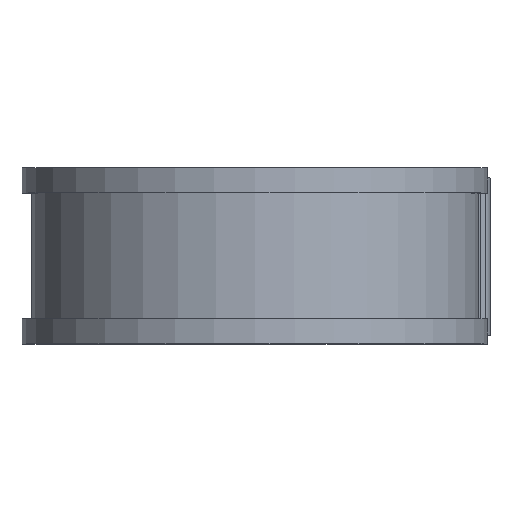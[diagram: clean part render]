
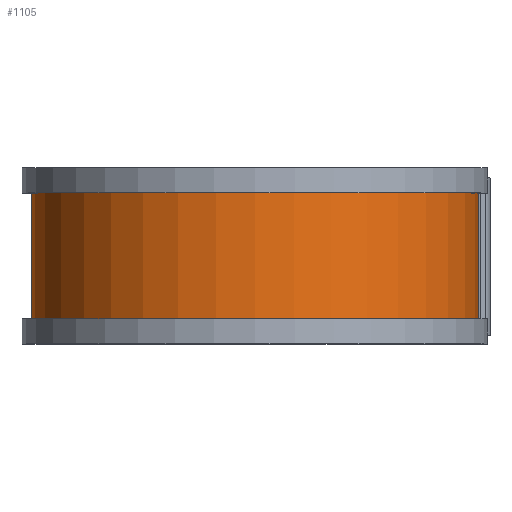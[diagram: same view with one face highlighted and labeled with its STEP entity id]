
A CAD part, top view. The second image highlights one B-rep face of the part: STEP entity #1105.
In plain terms, the highlighted cylindrical face has radius 36.081 mm (diameter 72.161 mm), a partial arc.
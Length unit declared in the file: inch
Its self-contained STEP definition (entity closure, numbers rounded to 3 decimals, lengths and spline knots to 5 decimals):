
#74 = CARTESIAN_POINT ( 'NONE',  ( 0., 0.5, 0. ) ) ;
#126 = LINE ( 'NONE', #389, #721 ) ;
#221 = VERTEX_POINT ( 'NONE', #1401 ) ;
#236 = EDGE_LOOP ( 'NONE', ( #969, #608, #681, #1725 ) ) ;
#286 = EDGE_CURVE ( 'NONE', #841, #221, #126, .T. ) ;
#292 = CARTESIAN_POINT ( 'NONE',  ( 0., -0.4, -1.4205 ) ) ;
#389 = CARTESIAN_POINT ( 'NONE',  ( 1.4205, 0.5, 0. ) ) ;
#405 = AXIS2_PLACEMENT_3D ( 'NONE', #558, #1441, #695 ) ;
#487 = VECTOR ( 'NONE', #1146, 39.37008 ) ;
#558 = CARTESIAN_POINT ( 'NONE',  ( 0., -0.4, 0. ) ) ;
#608 = ORIENTED_EDGE ( 'NONE', *, *, #767, .T. ) ;
#609 = CIRCLE ( 'NONE', #405, 1.4205 ) ;
#681 = ORIENTED_EDGE ( 'NONE', *, *, #940, .T. ) ;
#695 = DIRECTION ( 'NONE',  ( 0., 0., -1. ) ) ;
#709 = VERTEX_POINT ( 'NONE', #292 ) ;
#721 = VECTOR ( 'NONE', #1687, 39.37008 ) ;
#740 = CARTESIAN_POINT ( 'NONE',  ( 1.4205, 0.4, 0. ) ) ;
#767 = EDGE_CURVE ( 'NONE', #841, #1726, #1525, .T. ) ;
#841 = VERTEX_POINT ( 'NONE', #740 ) ;
#878 = AXIS2_PLACEMENT_3D ( 'NONE', #74, #1069, #1543 ) ;
#908 = CARTESIAN_POINT ( 'NONE',  ( 0., 0.5, -1.4205 ) ) ;
#940 = EDGE_CURVE ( 'NONE', #1726, #709, #1187, .T. ) ;
#969 = ORIENTED_EDGE ( 'NONE', *, *, #286, .F. ) ;
#989 = FACE_OUTER_BOUND ( 'NONE', #236, .T. ) ;
#1010 = CARTESIAN_POINT ( 'NONE',  ( 0., 0.4, -1.4205 ) ) ;
#1069 = DIRECTION ( 'NONE',  ( 0., -1., 0. ) ) ;
#1105 = ADVANCED_FACE ( 'NONE', ( #989 ), #1372, .T. ) ;
#1146 = DIRECTION ( 'NONE',  ( 0., -1., 0. ) ) ;
#1187 = LINE ( 'NONE', #908, #487 ) ;
#1372 = CYLINDRICAL_SURFACE ( 'NONE', #878, 1.4205 ) ;
#1401 = CARTESIAN_POINT ( 'NONE',  ( 1.4205, -0.4, 0. ) ) ;
#1441 = DIRECTION ( 'NONE',  ( 0., -1., 0. ) ) ;
#1511 = EDGE_CURVE ( 'NONE', #221, #709, #609, .T. ) ;
#1513 = DIRECTION ( 'NONE',  ( 0., 0., -1. ) ) ;
#1525 = CIRCLE ( 'NONE', #1584, 1.4205 ) ;
#1543 = DIRECTION ( 'NONE',  ( 0., 0., -1. ) ) ;
#1584 = AXIS2_PLACEMENT_3D ( 'NONE', #1650, #1639, #1513 ) ;
#1639 = DIRECTION ( 'NONE',  ( 0., -1., 0. ) ) ;
#1650 = CARTESIAN_POINT ( 'NONE',  ( 0., 0.4, 0. ) ) ;
#1687 = DIRECTION ( 'NONE',  ( 0., -1., 0. ) ) ;
#1725 = ORIENTED_EDGE ( 'NONE', *, *, #1511, .F. ) ;
#1726 = VERTEX_POINT ( 'NONE', #1010 ) ;
